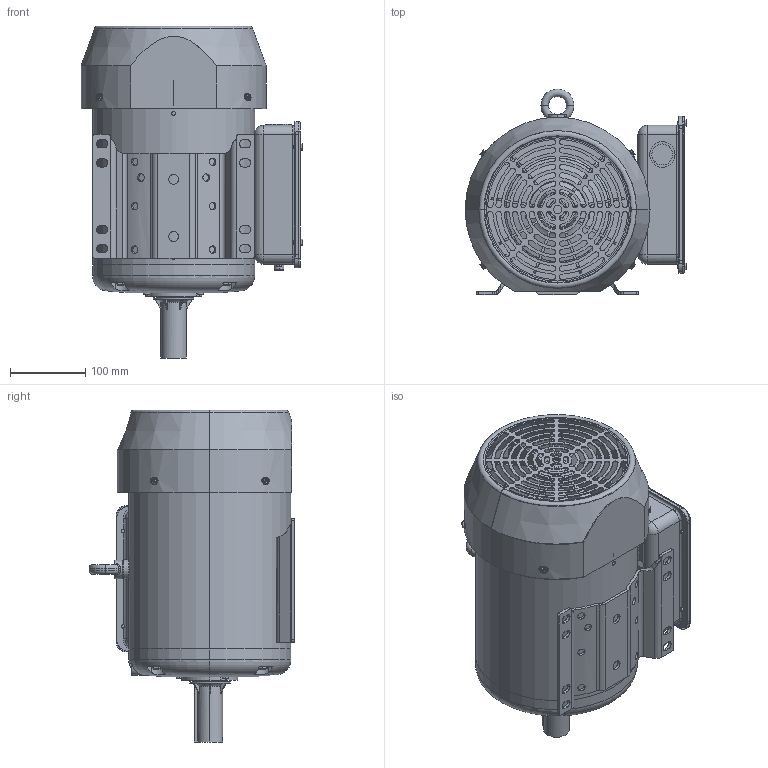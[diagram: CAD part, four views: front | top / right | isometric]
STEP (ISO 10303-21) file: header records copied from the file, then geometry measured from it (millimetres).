
FILE_DESCRIPTION (( 'STEP AP203' ), '1' );
FILE_NAME ('SLF182T（普通盖）.STEP', '2015-08-01T01:04:45', ( 'Windows 用户' ), ( 'Sky123.Org' ), 'SwSTEP 2.0', 'SolidWorks 2013', '' );
FILE_SCHEMA (( 'CONFIG_CONTROL_DESIGN' ));
Length unit declared in the file: millimetre
Products named in the file (32): NEMA180T粣扥杶; 风罩螺钉0.25-20UNC×8; 粣創6306; 180T等眈堤盄碟釱; 坶援隊蹟譫0.25-20UNF; 锁轴承压板10#-32UNF×30; NEMA180T猾敕ヶ裔; 接线盒座螺钉0.25-20UNC×12; SLF182Tㄗぱ籵裔ㄘ; 平键6.35×6.35×44.5; 防尘圈; 180等眈堤盄碟裔; 德州热保总成CEH30CA; 瑞珔; 諉盄碟裔躇猾菜; SLF182T 3Z4L儂褲; 热保安装垫块; NEMA180T等眈猾敕綴裔; 接线盒盖螺钉10#-32UNC×9.5; 菁褐; 热保螺钉8#-36UNC×25; 穿钉0.25-20UNC×275; 霧齪; NEMA180T-210T迖啣; 热保螺钉齿形垫片; 援隊粟銅菜え朴7; 霧齪穩隊M2X4; 裂遠; 锁热保螺母8#-36UNC; NEMA180T瑞欶; NEMA182T蛌粣; 諉盄碟釱砎蝶菜
Assembly tree (60 placements, depth 2):
  SLF182Tㄗぱ籵裔ㄘ
    SLF182T 3Z4L儂褲
    菁褐
    NEMA180T-210T迖啣
    裂遠
    諉盄碟釱砎蝶菜
    180T等眈堤盄碟釱
    接线盒座螺钉0.25-20UNC×12  x4
    180等眈堤盄碟裔
    諉盄碟裔躇猾菜
    接线盒盖螺钉10#-32UNC×9.5  x4
    霧齪
    霧齪穩隊M2X4  x4
    NEMA182T蛌粣
    粣創6306  x2
    NEMA180T猾敕ヶ裔
    防尘圈  x2
    瑞珔
    NEMA180T等眈猾敕綴裔
    穿钉0.25-20UNC×275  x4
    援隊粟銅菜え朴7  x4
    NEMA180T瑞欶
    风罩螺钉0.25-20UNC×8  x4
    锁轴承压板10#-32UNF×30  x3
    平键6.35×6.35×44.5
    德州热保总成CEH30CA
    热保安装垫块  x2
    热保螺钉8#-36UNC×25  x2
    热保螺钉齿形垫片  x2
    锁热保螺母8#-36UNC  x2
    NEMA180T粣扥杶
    坶援隊蹟譫0.25-20UNF  x4
Bounding box: 295.4 x 274.3 x 442.45 mm (x, y, z)
Volume: 2521927.4 mm3; surface area: 1510903.5 mm2
Topology: 60 solids, 61 shells, 3084 faces, 8188 edges, 5216 vertices
Faces by surface type: plane 1227, cylinder 1213, torus 273, bspline 182, cone 168, sphere 21
Entity records: 107577 total; most frequent: CARTESIAN_POINT 36753, ORIENTED_EDGE 14252, DIRECTION 13802, EDGE_CURVE 7126, AXIS2_PLACEMENT_3D 5305, VERTEX_POINT 4585, LINE 3192, VECTOR 3192
